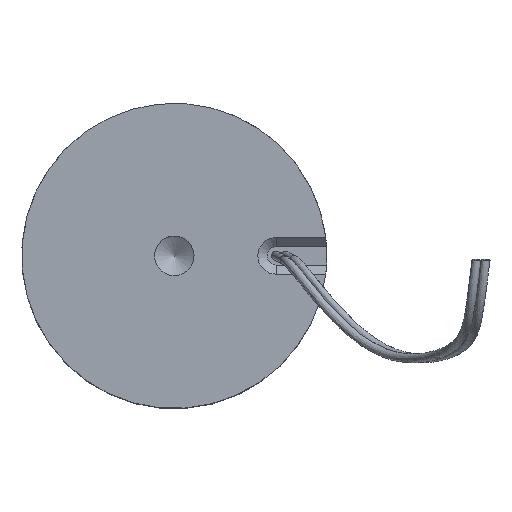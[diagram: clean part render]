
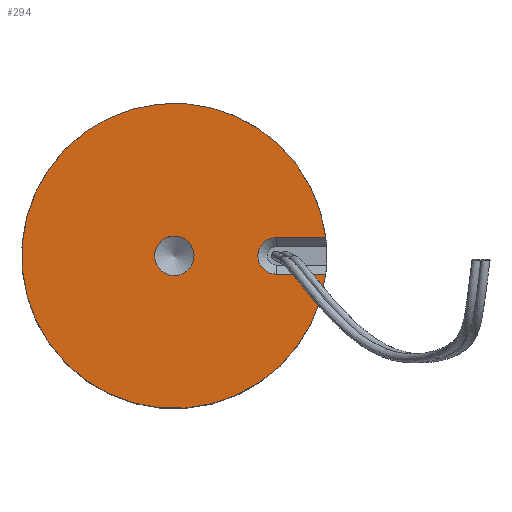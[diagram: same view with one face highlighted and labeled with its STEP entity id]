
A CAD part, top view. The second image highlights one B-rep face of the part: STEP entity #294.
In plain terms, the highlighted planar face has unit normal (0, 0, 1).
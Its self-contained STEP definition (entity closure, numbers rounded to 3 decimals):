
#30=FACE_BOUND($,#88,.T.);
#44=CIRCLE($,#321,1.5);
#45=CIRCLE($,#325,12.5);
#46=CIRCLE($,#326,1.621);
#65=FACE_OUTER_BOUND($,#87,.T.);
#87=EDGE_LOOP($,(#216,#217,#218,#219));
#88=EDGE_LOOP($,(#220));
#119=LINE($,#461,#126);
#124=LINE($,#476,#131);
#126=VECTOR($,#366,4.06);
#131=VECTOR($,#381,4.06);
#141=VERTEX_POINT($,#458);
#142=VERTEX_POINT($,#460);
#144=VERTEX_POINT($,#466);
#146=VERTEX_POINT($,#472);
#148=VERTEX_POINT($,#479);
#168=EDGE_CURVE($,#141,#142,#119,.T.);
#173=EDGE_CURVE($,#142,#144,#44,.T.);
#176=EDGE_CURVE($,#144,#146,#124,.T.);
#177=EDGE_CURVE($,#146,#141,#45,.T.);
#178=EDGE_CURVE($,#148,#148,#46,.T.);
#216=ORIENTED_EDGE($,*,*,#176,.F.);
#217=ORIENTED_EDGE($,*,*,#173,.F.);
#218=ORIENTED_EDGE($,*,*,#168,.F.);
#219=ORIENTED_EDGE($,*,*,#177,.F.);
#220=ORIENTED_EDGE($,*,*,#178,.T.);
#282=PLANE($,#324);
#294=ADVANCED_FACE($,(#65,#30),#282,.F.);
#321=AXIS2_PLACEMENT_3D($,#470,#374,#375);
#324=AXIS2_PLACEMENT_3D($,#477,#382,#383);
#325=AXIS2_PLACEMENT_3D($,#478,#384,#385);
#326=AXIS2_PLACEMENT_3D($,#480,#386,#387);
#366=DIRECTION($,(-1.,0.,0.));
#374=DIRECTION('center_axis',(0.,0.,1.));
#375=DIRECTION('ref_axis',(0.,1.,0.));
#381=DIRECTION($,(1.,0.,0.));
#382=DIRECTION('center_axis',(0.,0.,-1.));
#383=DIRECTION('ref_axis',(-1.,0.,0.));
#384=DIRECTION('center_axis',(0.,0.,-1.));
#385=DIRECTION('ref_axis',(-1.,0.,0.));
#386=DIRECTION('center_axis',(0.,0.,-1.));
#387=DIRECTION('ref_axis',(1.,0.,0.));
#458=CARTESIAN_POINT('',(12.41,1.5,20.));
#460=CARTESIAN_POINT('',(8.35,1.5,20.));
#461=CARTESIAN_POINT($,(6.239,1.5,20.));
#466=CARTESIAN_POINT('',(8.35,-1.5,20.));
#470=CARTESIAN_POINT('Origin',(8.35,0.,20.));
#472=CARTESIAN_POINT('',(12.41,-1.5,20.));
#476=CARTESIAN_POINT($,(4.175,-1.5,20.));
#477=CARTESIAN_POINT('Origin',(0.,0.,20.));
#478=CARTESIAN_POINT('Origin',(0.,0.,20.));
#479=CARTESIAN_POINT('',(1.621,0.,20.));
#480=CARTESIAN_POINT('Origin',(0.,0.,
20.));
